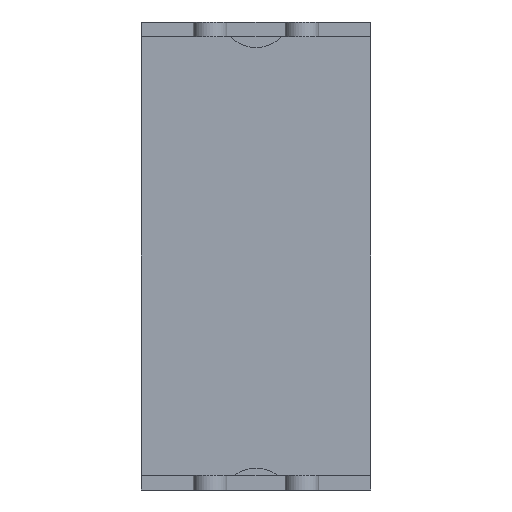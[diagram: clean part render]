
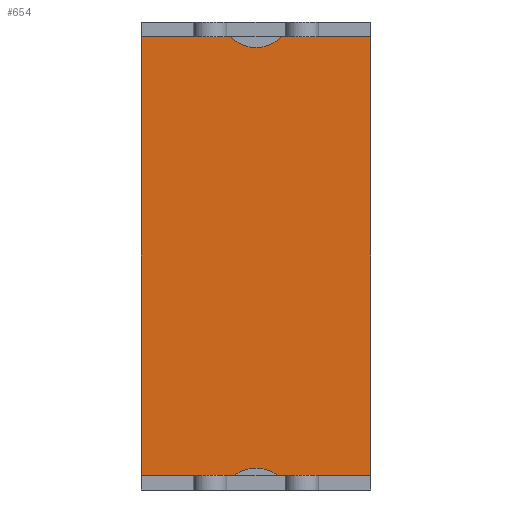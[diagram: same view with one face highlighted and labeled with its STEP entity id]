
A CAD part, front view. The second image highlights one B-rep face of the part: STEP entity #654.
In plain terms, the highlighted planar face has unit normal (0, -1, 0).
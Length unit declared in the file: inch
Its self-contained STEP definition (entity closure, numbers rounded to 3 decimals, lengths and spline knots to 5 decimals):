
#20=PLANE($,#703);
#50=FACE_OUTER_BOUND($,#84,.T.);
#84=EDGE_LOOP($,(#507,#508,#509,#510,#511,#512,#513,#514));
#110=CIRCLE($,#687,0.05);
#117=CIRCLE($,#700,0.05);
#135=LINE($,#951,#215);
#145=LINE($,#974,#225);
#161=LINE($,#1018,#241);
#162=LINE($,#1019,#242);
#163=LINE($,#1021,#243);
#164=LINE($,#1022,#244);
#215=VECTOR($,#766,0.12179);
#225=VECTOR($,#780,0.12179);
#241=VECTOR($,#818,0.602);
#242=VECTOR($,#819,0.1275);
#243=VECTOR($,#820,0.1275);
#244=VECTOR($,#821,0.602);
#293=VERTEX_POINT($,#939);
#294=VERTEX_POINT($,#940);
#297=VERTEX_POINT($,#950);
#308=VERTEX_POINT($,#972);
#321=VERTEX_POINT($,#1006);
#322=VERTEX_POINT($,#1007);
#325=VERTEX_POINT($,#1017);
#326=VERTEX_POINT($,#1020);
#359=EDGE_CURVE($,#293,#294,#110,.T.);
#364=EDGE_CURVE($,#293,#297,#135,.T.);
#376=EDGE_CURVE($,#308,#294,#145,.T.);
#392=EDGE_CURVE($,#321,#322,#117,.T.);
#397=EDGE_CURVE($,#308,#325,#161,.T.);
#398=EDGE_CURVE($,#325,#321,#162,.T.);
#399=EDGE_CURVE($,#322,#326,#163,.T.);
#400=EDGE_CURVE($,#326,#297,#164,.T.);
#507=ORIENTED_EDGE($,*,*,#359,.T.);
#508=ORIENTED_EDGE($,*,*,#376,.F.);
#509=ORIENTED_EDGE($,*,*,#397,.T.);
#510=ORIENTED_EDGE($,*,*,#398,.T.);
#511=ORIENTED_EDGE($,*,*,#392,.T.);
#512=ORIENTED_EDGE($,*,*,#399,.T.);
#513=ORIENTED_EDGE($,*,*,#400,.T.);
#514=ORIENTED_EDGE($,*,*,#364,.F.);
#654=ADVANCED_FACE($,(#50),#20,.T.);
#687=AXIS2_PLACEMENT_3D($,#941,#755,#756);
#700=AXIS2_PLACEMENT_3D($,#1008,#807,#808);
#703=AXIS2_PLACEMENT_3D($,#1016,#816,#817);
#755=DIRECTION('center_axis',(0.,1.,0.));
#756=DIRECTION('ref_axis',(0.714,0.,-0.7));
#766=DIRECTION($,(1.,0.,0.));
#780=DIRECTION($,(1.,0.,0.));
#807=DIRECTION('center_axis',(0.,1.,0.));
#808=DIRECTION('ref_axis',(-0.6,0.,0.8));
#816=DIRECTION('center_axis',(0.,-1.,0.));
#817=DIRECTION('ref_axis',(0.,0.,-1.));
#818=DIRECTION($,(0.,0.,-1.));
#819=DIRECTION($,(1.,0.,0.));
#820=DIRECTION($,(1.,0.,0.));
#821=DIRECTION($,(0.,0.,1.));
#939=CARTESIAN_POINT('',(0.03571,0.445,0.301));
#940=CARTESIAN_POINT('',(-0.03571,0.445,0.301));
#941=CARTESIAN_POINT('Origin',(0.,0.445,0.336));
#950=CARTESIAN_POINT('',(0.1575,0.445,0.301));
#951=CARTESIAN_POINT($,(0.,0.445,0.301));
#972=CARTESIAN_POINT('',(-0.1575,0.445,0.301));
#974=CARTESIAN_POINT($,(0.,0.445,0.301));
#1006=CARTESIAN_POINT('',(-0.03,0.445,-0.301));
#1007=CARTESIAN_POINT('',(0.03,0.445,-0.301));
#1008=CARTESIAN_POINT('Origin',(0.,0.445,-0.341));
#1016=CARTESIAN_POINT('Origin',(0.,0.445,-0.301));
#1017=CARTESIAN_POINT('',(-0.1575,0.445,-0.301));
#1018=CARTESIAN_POINT($,(-0.1575,0.445,0.301));
#1019=CARTESIAN_POINT($,(0.,0.445,-0.301));
#1020=CARTESIAN_POINT('',(0.1575,0.445,-0.301));
#1021=CARTESIAN_POINT($,(0.,0.445,-0.301));
#1022=CARTESIAN_POINT($,(0.1575,0.445,0.301));
